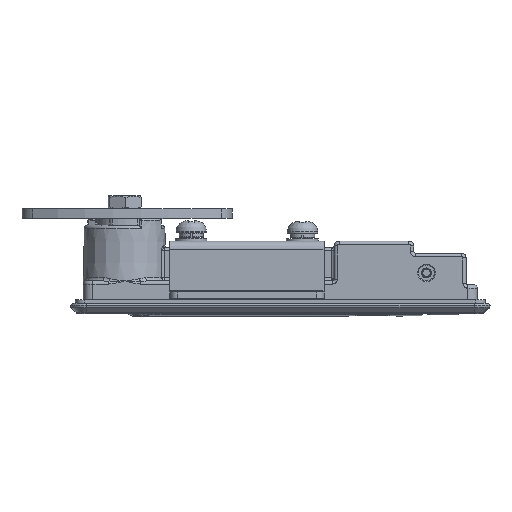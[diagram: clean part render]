
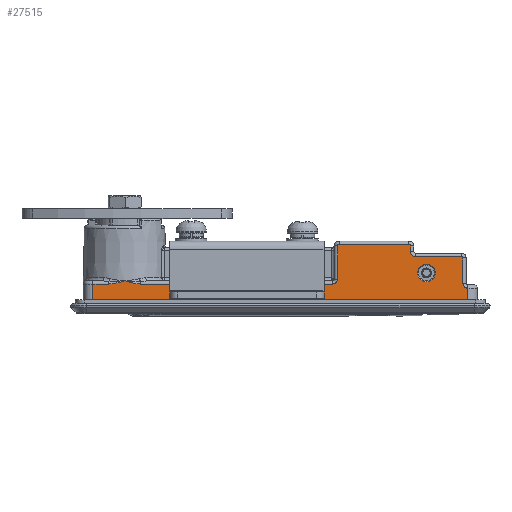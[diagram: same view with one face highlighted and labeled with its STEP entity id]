
A CAD part, top view. The second image highlights one B-rep face of the part: STEP entity #27515.
In plain terms, the highlighted planar face has unit normal (0, 0, 1).
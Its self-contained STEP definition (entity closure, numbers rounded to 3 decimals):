
#417=ELLIPSE('',#29433,0.757,0.4);
#483=FACE_BOUND('',#4878,.T.);
#1107=CIRCLE('',#29333,1.5);
#1111=CIRCLE('',#29338,0.5);
#1162=CIRCLE('',#29429,1.5);
#1163=CIRCLE('',#29430,0.5);
#1164=CIRCLE('',#29431,1.5);
#1165=CIRCLE('',#29432,0.5);
#1166=CIRCLE('',#29434,2.8);
#3117=FACE_OUTER_BOUND('',#4877,.T.);
#4877=EDGE_LOOP('',(#18871,#18872,#18873,#18874,#18875,#18876,#18877,#18878,
#18879,#18880,#18881,#18882,#18883,#18884,#18885,#18886,#18887,#18888,#18889));
#4878=EDGE_LOOP('',(#18890));
#6744=B_SPLINE_CURVE_WITH_KNOTS('',3,(#43385,#43386,#43387,#43388,#43389,
#43390,#43391,#43392),.UNSPECIFIED.,.F.,.F.,(4,1,1,1,1,4),(0.,
0.2,0.4,0.6,0.8,1.),.UNSPECIFIED.);
#6745=B_SPLINE_CURVE_WITH_KNOTS('',3,(#43396,#43397,#43398,#43399,#43400,
#43401,#43402,#43403),.UNSPECIFIED.,.F.,.F.,(4,1,1,1,1,4),(0.,
0.2,0.4,0.6,0.8,1.),.UNSPECIFIED.);
#7389=LINE('',#42005,#9434);
#7420=LINE('',#42769,#9465);
#7421=LINE('',#42777,#9466);
#7454=LINE('',#43366,#9499);
#7455=LINE('',#43368,#9500);
#7456=LINE('',#43372,#9501);
#7457=LINE('',#43376,#9502);
#7458=LINE('',#43380,#9503);
#7459=LINE('',#43383,#9504);
#7460=LINE('',#43404,#9505);
#9434=VECTOR('',#32344,5.5);
#9465=VECTOR('',#32559,60.5);
#9466=VECTOR('',#32570,10.5);
#9499=VECTOR('',#32787,4.2);
#9500=VECTOR('',#32790,118.);
#9501=VECTOR('',#32793,8.);
#9502=VECTOR('',#32796,14.5);
#9503=VECTOR('',#32799,1.8);
#9504=VECTOR('',#32802,22.);
#9505=VECTOR('',#32805,5.);
#11533=VERTEX_POINT('',#41998);
#11535=VERTEX_POINT('',#42004);
#11585=VERTEX_POINT('',#42766);
#11586=VERTEX_POINT('',#42768);
#11587=VERTEX_POINT('',#42772);
#11588=VERTEX_POINT('',#42776);
#11590=VERTEX_POINT('',#42790);
#11638=VERTEX_POINT('',#43360);
#11639=VERTEX_POINT('',#43364);
#11640=VERTEX_POINT('',#43369);
#11641=VERTEX_POINT('',#43371);
#11642=VERTEX_POINT('',#43373);
#11643=VERTEX_POINT('',#43375);
#11644=VERTEX_POINT('',#43377);
#11645=VERTEX_POINT('',#43379);
#11646=VERTEX_POINT('',#43381);
#11647=VERTEX_POINT('',#43384);
#11648=VERTEX_POINT('',#43393);
#11649=VERTEX_POINT('',#43395);
#11650=VERTEX_POINT('',#43405);
#14189=EDGE_CURVE('',#11535,#11533,#7389,.T.);
#14289=EDGE_CURVE('',#11586,#11585,#7420,.T.);
#14291=EDGE_CURVE('',#11587,#11586,#1107,.T.);
#14293=EDGE_CURVE('',#11587,#11588,#7421,.T.);
#14296=EDGE_CURVE('',#11588,#11590,#1111,.T.);
#14388=EDGE_CURVE('',#11639,#11638,#7454,.T.);
#14389=EDGE_CURVE('',#11638,#11533,#7455,.T.);
#14390=EDGE_CURVE('',#11640,#11639,#1162,.T.);
#14391=EDGE_CURVE('',#11641,#11640,#7456,.T.);
#14392=EDGE_CURVE('',#11642,#11641,#1163,.T.);
#14393=EDGE_CURVE('',#11643,#11642,#7457,.T.);
#14394=EDGE_CURVE('',#11644,#11643,#1164,.T.);
#14395=EDGE_CURVE('',#11645,#11644,#7458,.T.);
#14396=EDGE_CURVE('',#11646,#11645,#1165,.T.);
#14397=EDGE_CURVE('',#11590,#11646,#7459,.T.);
#14398=EDGE_CURVE('',#11585,#11647,#6744,.T.);
#14399=EDGE_CURVE('',#11647,#11648,#417,.T.);
#14400=EDGE_CURVE('',#11648,#11649,#6745,.T.);
#14401=EDGE_CURVE('',#11649,#11535,#7460,.T.);
#14402=EDGE_CURVE('',#11650,#11650,#1166,.T.);
#18871=ORIENTED_EDGE('',*,*,#14389,.F.);
#18872=ORIENTED_EDGE('',*,*,#14388,.F.);
#18873=ORIENTED_EDGE('',*,*,#14390,.F.);
#18874=ORIENTED_EDGE('',*,*,#14391,.F.);
#18875=ORIENTED_EDGE('',*,*,#14392,.F.);
#18876=ORIENTED_EDGE('',*,*,#14393,.F.);
#18877=ORIENTED_EDGE('',*,*,#14394,.F.);
#18878=ORIENTED_EDGE('',*,*,#14395,.F.);
#18879=ORIENTED_EDGE('',*,*,#14396,.F.);
#18880=ORIENTED_EDGE('',*,*,#14397,.F.);
#18881=ORIENTED_EDGE('',*,*,#14296,.F.);
#18882=ORIENTED_EDGE('',*,*,#14293,.F.);
#18883=ORIENTED_EDGE('',*,*,#14291,.T.);
#18884=ORIENTED_EDGE('',*,*,#14289,.T.);
#18885=ORIENTED_EDGE('',*,*,#14398,.T.);
#18886=ORIENTED_EDGE('',*,*,#14399,.T.);
#18887=ORIENTED_EDGE('',*,*,#14400,.T.);
#18888=ORIENTED_EDGE('',*,*,#14401,.T.);
#18889=ORIENTED_EDGE('',*,*,#14189,.T.);
#18890=ORIENTED_EDGE('',*,*,#14402,.T.);
#26746=PLANE('',#29428);
#27515=ADVANCED_FACE('',(#3117,#483),#26746,.T.);
#29333=AXIS2_PLACEMENT_3D('',#42773,#32564,#32565);
#29338=AXIS2_PLACEMENT_3D('',#42791,#32575,#32576);
#29428=AXIS2_PLACEMENT_3D('',#43367,#32788,#32789);
#29429=AXIS2_PLACEMENT_3D('',#43370,#32791,#32792);
#29430=AXIS2_PLACEMENT_3D('',#43374,#32794,#32795);
#29431=AXIS2_PLACEMENT_3D('',#43378,#32797,#32798);
#29432=AXIS2_PLACEMENT_3D('',#43382,#32800,#32801);
#29433=AXIS2_PLACEMENT_3D('',#43394,#32803,#32804);
#29434=AXIS2_PLACEMENT_3D('',#43406,#32806,#32807);
#32344=DIRECTION('',(0.,-1.,0.));
#32559=DIRECTION('',(-1.,0.,0.));
#32564=DIRECTION('center_axis',(0.,0.,-1.));
#32565=DIRECTION('ref_axis',(1.,0.,0.));
#32570=DIRECTION('',(0.,1.,0.));
#32575=DIRECTION('center_axis',(0.,0.,-1.));
#32576=DIRECTION('ref_axis',(-1.,0.,0.));
#32787=DIRECTION('',(0.,-1.,0.));
#32788=DIRECTION('center_axis',(0.,0.,1.));
#32789=DIRECTION('ref_axis',(1.,0.,0.));
#32790=DIRECTION('',(-1.,0.,0.));
#32791=DIRECTION('center_axis',(0.,0.,1.));
#32792=DIRECTION('ref_axis',(-1.,0.,0.));
#32793=DIRECTION('',(0.,-1.,0.));
#32794=DIRECTION('center_axis',(0.,0.,-1.));
#32795=DIRECTION('ref_axis',(0.,1.,0.));
#32796=DIRECTION('',(1.,0.,0.));
#32797=DIRECTION('center_axis',(0.,0.,1.));
#32798=DIRECTION('ref_axis',(-1.,0.,0.));
#32799=DIRECTION('',(0.,-1.,0.));
#32800=DIRECTION('center_axis',(0.,0.,-1.));
#32801=DIRECTION('ref_axis',(0.,1.,0.));
#32802=DIRECTION('',(1.,0.,0.));
#32803=DIRECTION('center_axis',(0.,0.,1.));
#32804=DIRECTION('ref_axis',(-0.014,-1.,0.));
#32805=DIRECTION('',(-1.,0.,0.));
#32806=DIRECTION('center_axis',(0.,0.,-1.));
#32807=DIRECTION('ref_axis',(0.,1.,0.));
#41998=CARTESIAN_POINT('',(-59.,0.5,13.));
#42004=CARTESIAN_POINT('',(-59.,6.,13.));
#42005=CARTESIAN_POINT('',(-59.,6.,13.));
#42766=CARTESIAN_POINT('',(-44.,6.,13.));
#42768=CARTESIAN_POINT('',(16.5,6.,13.));
#42769=CARTESIAN_POINT('',(16.5,6.,13.));
#42772=CARTESIAN_POINT('',(18.,7.5,13.));
#42773=CARTESIAN_POINT('Origin',(16.5,7.5,13.));
#42776=CARTESIAN_POINT('',(18.,18.,13.));
#42777=CARTESIAN_POINT('',(18.,7.5,13.));
#42790=CARTESIAN_POINT('',(18.5,18.5,13.));
#42791=CARTESIAN_POINT('Origin',(18.5,18.,13.));
#43360=CARTESIAN_POINT('',(59.,0.5,13.));
#43364=CARTESIAN_POINT('',(59.,4.7,13.));
#43366=CARTESIAN_POINT('',(59.,4.7,13.));
#43367=CARTESIAN_POINT('Origin',(-62.,0.,13.));
#43368=CARTESIAN_POINT('',(59.,0.5,13.));
#43369=CARTESIAN_POINT('',(57.5,6.2,13.));
#43370=CARTESIAN_POINT('Origin',(59.,6.2,13.));
#43371=CARTESIAN_POINT('',(57.5,14.2,13.));
#43372=CARTESIAN_POINT('',(57.5,14.2,13.));
#43373=CARTESIAN_POINT('',(57.,14.7,13.));
#43374=CARTESIAN_POINT('Origin',(57.,14.2,13.));
#43375=CARTESIAN_POINT('',(42.5,14.7,13.));
#43376=CARTESIAN_POINT('',(42.5,14.7,13.));
#43377=CARTESIAN_POINT('',(41.,16.2,13.));
#43378=CARTESIAN_POINT('Origin',(42.5,16.2,13.));
#43379=CARTESIAN_POINT('',(41.,18.,13.));
#43380=CARTESIAN_POINT('',(41.,18.,13.));
#43381=CARTESIAN_POINT('',(40.5,18.5,13.));
#43382=CARTESIAN_POINT('Origin',(40.5,18.,13.));
#43383=CARTESIAN_POINT('',(18.5,18.5,13.));
#43384=CARTESIAN_POINT('',(-48.94,6.983,13.));
#43385=CARTESIAN_POINT('Ctrl Pts',(-44.,6.,13.));
#43386=CARTESIAN_POINT('Ctrl Pts',(-44.271,6.,13.));
#43387=CARTESIAN_POINT('Ctrl Pts',(-44.836,6.032,13.));
#43388=CARTESIAN_POINT('Ctrl Pts',(-45.758,6.167,13.));
#43389=CARTESIAN_POINT('Ctrl Pts',(-46.745,6.379,13.));
#43390=CARTESIAN_POINT('Ctrl Pts',(-47.803,6.655,13.));
#43391=CARTESIAN_POINT('Ctrl Pts',(-48.552,6.871,13.));
#43392=CARTESIAN_POINT('Ctrl Pts',(-48.94,6.983,13.));
#43393=CARTESIAN_POINT('',(-49.06,6.983,13.));
#43394=CARTESIAN_POINT('Origin',(-49.008,6.234,13.));
#43395=CARTESIAN_POINT('',(-54.,6.,13.));
#43396=CARTESIAN_POINT('Ctrl Pts',(-49.06,6.983,13.));
#43397=CARTESIAN_POINT('Ctrl Pts',(-49.448,6.871,13.));
#43398=CARTESIAN_POINT('Ctrl Pts',(-50.196,6.655,13.));
#43399=CARTESIAN_POINT('Ctrl Pts',(-51.254,6.379,13.));
#43400=CARTESIAN_POINT('Ctrl Pts',(-52.241,6.168,13.));
#43401=CARTESIAN_POINT('Ctrl Pts',(-53.163,6.032,13.));
#43402=CARTESIAN_POINT('Ctrl Pts',(-53.729,6.,13.));
#43403=CARTESIAN_POINT('Ctrl Pts',(-54.,6.,13.));
#43404=CARTESIAN_POINT('',(-54.,6.,13.));
#43405=CARTESIAN_POINT('',(46.,12.3,13.));
#43406=CARTESIAN_POINT('Origin',(46.,9.5,13.));
